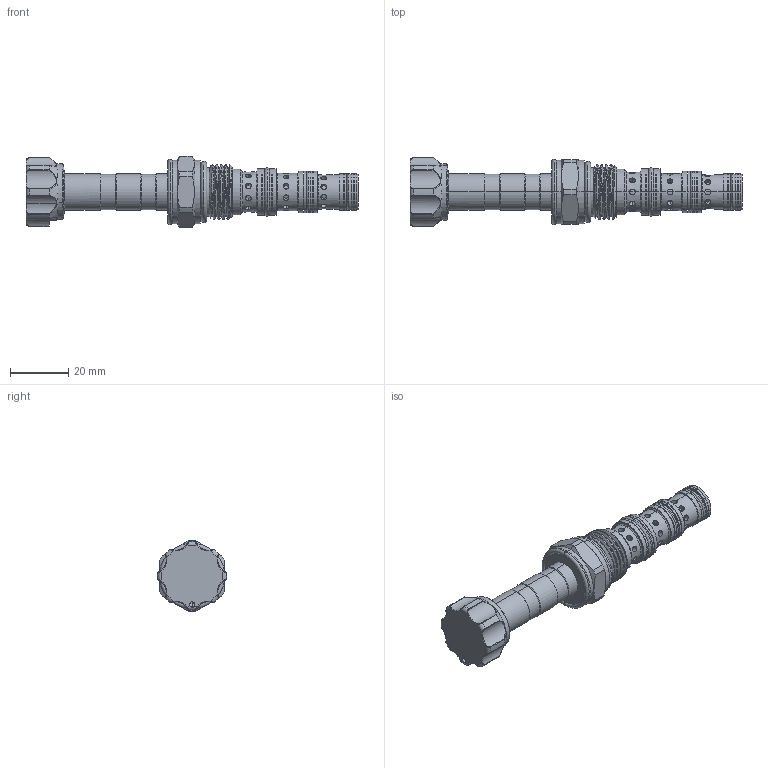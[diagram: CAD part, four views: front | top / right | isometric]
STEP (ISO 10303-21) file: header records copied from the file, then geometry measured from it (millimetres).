
FILE_DESCRIPTION (( 'STEP AP203' ), '1' );
FILE_NAME ('ES08W4A17AN04.STEP', '2020-04-10T00:57:44', ( '' ), ( '' ), 'SwSTEP 2.0', 'SolidWorks 2018', '' );
FILE_SCHEMA (( 'CONFIG_CONTROL_DESIGN' ));
Length unit declared in the file: millimetre
Products named in the file (1): ES08W4A17AN04
Bounding box: 114.45 x 23.79 x 24.65 mm (x, y, z)
Volume: 22072.2 mm3; surface area: 10494.2 mm2
Topology: 8 solids, 8 shells, 397 faces, 892 edges, 548 vertices
Faces by surface type: cylinder 224, torus 65, plane 39, bspline 37, cone 32
Entity records: 15697 total; most frequent: CARTESIAN_POINT 7169, ORIENTED_EDGE 1780, DIRECTION 1710, EDGE_CURVE 890, AXIS2_PLACEMENT_3D 737, VERTEX_POINT 548, EDGE_LOOP 452, FACE_OUTER_BOUND 397
